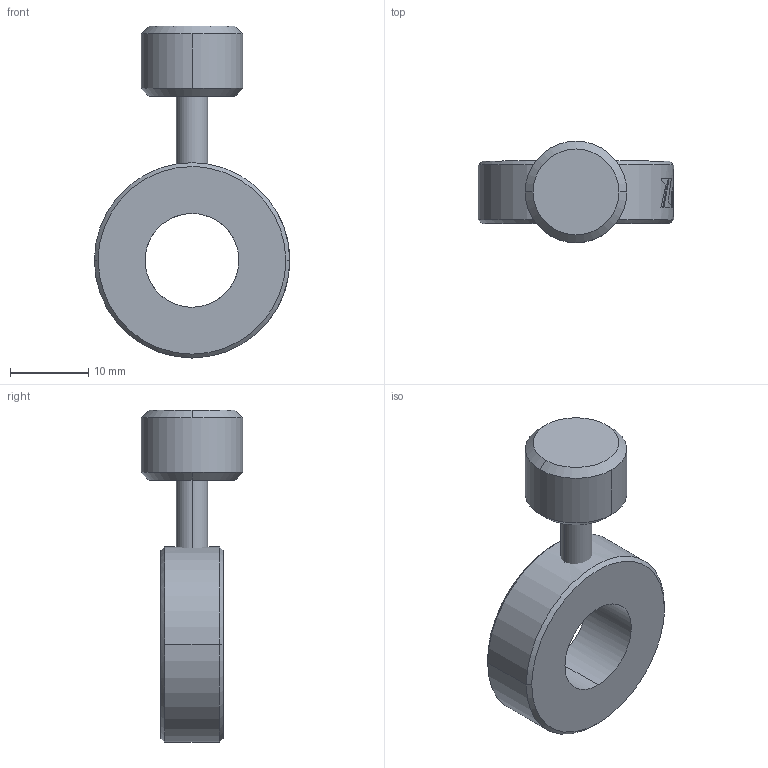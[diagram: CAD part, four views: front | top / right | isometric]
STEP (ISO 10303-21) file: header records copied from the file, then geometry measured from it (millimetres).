
FILE_DESCRIPTION (( 'STEP AP203' ), '1' );
FILE_NAME ('PHSP12C.STEP', '2019-05-10T02:31:27', ( '' ), ( '' ), 'SwSTEP 2.0', 'SolidWorks 2016', '' );
FILE_SCHEMA (( 'CONFIG_CONTROL_DESIGN' ));
Length unit declared in the file: millimetre
Products named in the file (1): PHSP12C
Bounding box: 25 x 13 x 42.5 mm (x, y, z)
Volume: 4286.1 mm3; surface area: 2452.4 mm2
Topology: 2 solids, 2 shells, 67 faces, 250 edges, 196 vertices
Faces by surface type: cylinder 20, bspline 20, plane 17, cone 10
Entity records: 3522 total; most frequent: CARTESIAN_POINT 1667, ORIENTED_EDGE 500, EDGE_CURVE 250, VERTEX_POINT 196, B_SPLINE_CURVE_WITH_KNOTS 193, DIRECTION 177, EDGE_LOOP 80, AXIS2_PLACEMENT_3D 72
